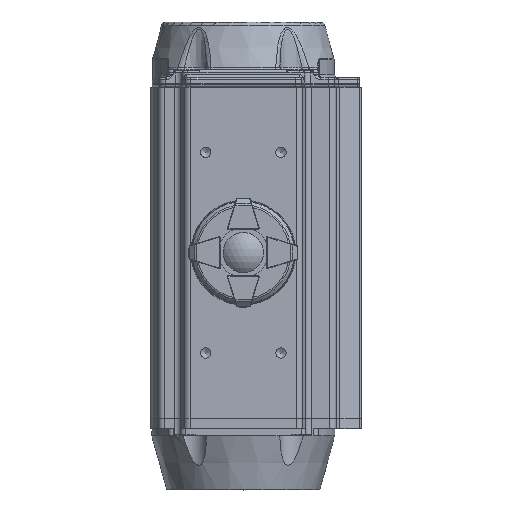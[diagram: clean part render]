
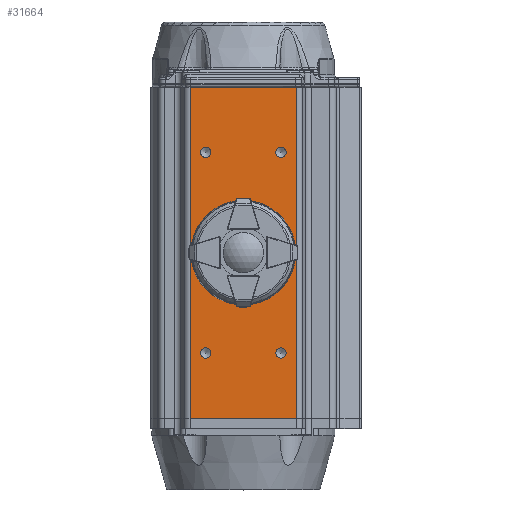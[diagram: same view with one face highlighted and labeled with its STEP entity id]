
A CAD part, top view. The second image highlights one B-rep face of the part: STEP entity #31664.
In plain terms, the highlighted face is planar.
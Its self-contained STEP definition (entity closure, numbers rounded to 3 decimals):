
#2231=CIRCLE('',#35987,11.25);
#2233=CIRCLE('',#35990,2.067);
#2235=CIRCLE('',#35993,2.067);
#2237=CIRCLE('',#35996,2.067);
#2239=CIRCLE('',#35999,2.067);
#12720=ORIENTED_EDGE('',*,*,#17389,.F.);
#12721=ORIENTED_EDGE('',*,*,#17443,.T.);
#12722=ORIENTED_EDGE('',*,*,#17416,.T.);
#12723=ORIENTED_EDGE('',*,*,#17442,.F.);
#12724=ORIENTED_EDGE('',*,*,#17338,.T.);
#12725=ORIENTED_EDGE('',*,*,#17340,.T.);
#12726=ORIENTED_EDGE('',*,*,#17342,.T.);
#12727=ORIENTED_EDGE('',*,*,#17344,.T.);
#12728=ORIENTED_EDGE('',*,*,#17346,.T.);
#17338=EDGE_CURVE('',#20417,#20417,#2231,.T.);
#17340=EDGE_CURVE('',#20419,#20419,#2233,.T.);
#17342=EDGE_CURVE('',#20421,#20421,#2235,.T.);
#17344=EDGE_CURVE('',#20423,#20423,#2237,.T.);
#17346=EDGE_CURVE('',#20425,#20425,#2239,.T.);
#17389=EDGE_CURVE('',#20481,#20482,#22408,.T.);
#17416=EDGE_CURVE('',#20509,#20508,#22420,.T.);
#17442=EDGE_CURVE('',#20482,#20508,#22437,.T.);
#17443=EDGE_CURVE('',#20481,#20509,#22438,.T.);
#20417=VERTEX_POINT('',#69323);
#20419=VERTEX_POINT('',#69328);
#20421=VERTEX_POINT('',#69333);
#20423=VERTEX_POINT('',#69338);
#20425=VERTEX_POINT('',#69343);
#20481=VERTEX_POINT('',#69481);
#20482=VERTEX_POINT('',#69483);
#20508=VERTEX_POINT('',#69536);
#20509=VERTEX_POINT('',#69538);
#22408=LINE('',#69482,#24302);
#22420=LINE('',#69537,#24314);
#22437=LINE('',#69597,#24331);
#22438=LINE('',#69599,#24332);
#24302=VECTOR('',#43849,1000.);
#24314=VECTOR('',#43893,1000.);
#24331=VECTOR('',#43950,1000.);
#24332=VECTOR('',#43953,1000.);
#26636=EDGE_LOOP('',(#12720,#12721,#12722,#12723));
#26637=EDGE_LOOP('',(#12724));
#26638=EDGE_LOOP('',(#12725));
#26639=EDGE_LOOP('',(#12726));
#26640=EDGE_LOOP('',(#12727));
#26641=EDGE_LOOP('',(#12728));
#29017=FACE_BOUND('',#26636,.T.);
#29018=FACE_BOUND('',#26637,.T.);
#29019=FACE_BOUND('',#26638,.T.);
#29020=FACE_BOUND('',#26639,.T.);
#29021=FACE_BOUND('',#26640,.T.);
#29022=FACE_BOUND('',#26641,.T.);
#29787=PLANE('',#36106);
#31664=ADVANCED_FACE('',(#29017,#29018,#29019,#29020,#29021,#29022),#29787,
 .T.);
#35987=AXIS2_PLACEMENT_3D('',#69322,#43675,#43676);
#35990=AXIS2_PLACEMENT_3D('',#69327,#43681,#43682);
#35993=AXIS2_PLACEMENT_3D('',#69332,#43687,#43688);
#35996=AXIS2_PLACEMENT_3D('',#69337,#43693,#43694);
#35999=AXIS2_PLACEMENT_3D('',#69342,#43699,#43700);
#36106=AXIS2_PLACEMENT_3D('',#69598,#43951,#43952);
#43675=DIRECTION('',(0.,-1.,0.));
#43676=DIRECTION('',(-1.,0.,0.));
#43681=DIRECTION('',(0.,-1.,0.));
#43682=DIRECTION('',(-1.,0.,0.));
#43687=DIRECTION('',(0.,-1.,0.));
#43688=DIRECTION('',(-1.,0.,0.));
#43693=DIRECTION('',(0.,-1.,0.));
#43694=DIRECTION('',(-1.,0.,0.));
#43699=DIRECTION('',(0.,-1.,0.));
#43700=DIRECTION('',(-1.,0.,0.));
#43849=DIRECTION('',(-1.,0.,0.));
#43893=DIRECTION('',(-1.,0.,0.));
#43950=DIRECTION('',(0.,0.,-1.));
#43951=DIRECTION('',(0.,1.,0.));
#43952=DIRECTION('',(1.,0.,0.));
#43953=DIRECTION('',(0.,0.,-1.));
#69322=CARTESIAN_POINT('',(0.,44.529,66.));
#69323=CARTESIAN_POINT('',(-11.25,44.529,66.));
#69327=CARTESIAN_POINT('',(15.,44.529,26.));
#69328=CARTESIAN_POINT('',(12.933,44.529,26.));
#69332=CARTESIAN_POINT('',(-15.,44.529,26.));
#69333=CARTESIAN_POINT('',(-17.067,44.529,26.));
#69337=CARTESIAN_POINT('',(-15.,44.529,106.));
#69338=CARTESIAN_POINT('',(-17.067,44.529,106.));
#69342=CARTESIAN_POINT('',(15.,44.529,106.));
#69343=CARTESIAN_POINT('',(12.933,44.529,106.));
#69481=CARTESIAN_POINT('',(21.249,44.529,132.));
#69482=CARTESIAN_POINT('',(5.25,44.529,132.));
#69483=CARTESIAN_POINT('',(-21.249,44.529,132.));
#69536=CARTESIAN_POINT('',(-21.249,44.529,0.));
#69537=CARTESIAN_POINT('',(5.25,44.529,0.));
#69538=CARTESIAN_POINT('',(21.249,44.529,0.));
#69597=CARTESIAN_POINT('',(-21.249,44.529,0.));
#69598=CARTESIAN_POINT('',(21.249,44.529,0.));
#69599=CARTESIAN_POINT('',(21.249,44.529,0.));
